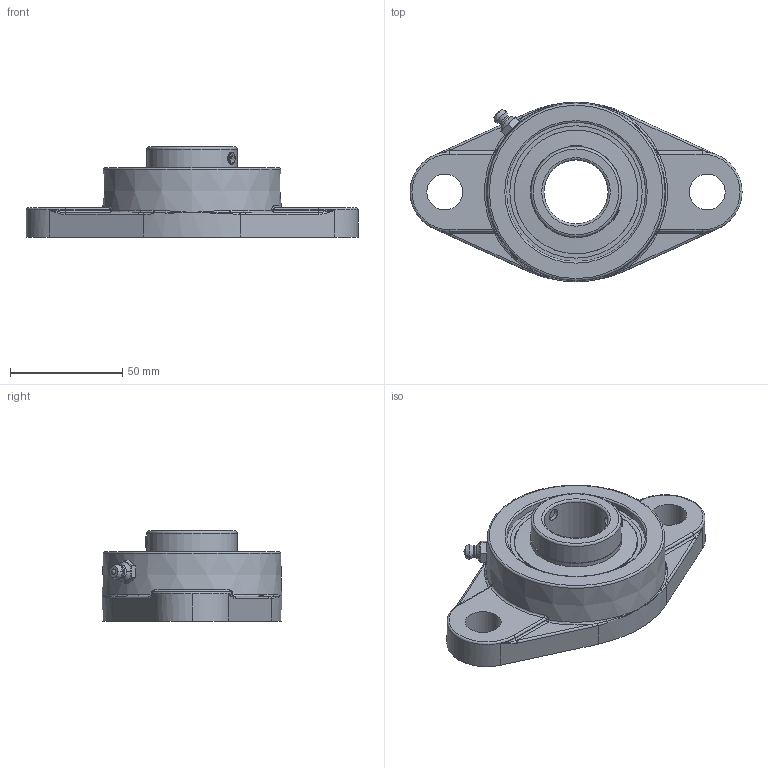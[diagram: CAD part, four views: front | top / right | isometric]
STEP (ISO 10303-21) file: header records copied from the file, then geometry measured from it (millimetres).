
FILE_DESCRIPTION(('HOOPS Exchange Step'),'2;1');
FILE_NAME('export-CD97240C-A605-43E9-A72D-AC5252EC0BC8.stp','2019-12-13T08:21:50-08:00',('ibuslach'),('Alibre'),'HOOPS Exchange 2019.2','Alibre','Unknown authorisation');
FILE_SCHEMA( ('AP242_MANAGED_MODEL_BASED_3D_ENGINEERING_MIM_LF {1 0 10303 442 1 1 4 }') );
Length unit declared in the file: centimetre
Products named in the file (7): MRN SFL 206 (NO LETTERING); UCP ZERK 6mm; SUC 206-18 RACES; SUC 206 SHIELD; SUC 206 SS; MRN SUC 206-18; MRN SUCFL 206-18
Assembly tree (8 placements, depth 3):
  MRN SUCFL 206-18
    MRN SFL 206 (NO LETTERING)
    UCP ZERK 6mm
    MRN SUC 206-18
      SUC 206-18 RACES
      SUC 206 SHIELD  x2
      SUC 206 SS  x2
Bounding box: 148 x 80 x 40.2 mm (x, y, z)
Volume: 129623.6 mm3; surface area: 49687 mm2
Topology: 8 solids, 8 shells, 216 faces, 558 edges, 348 vertices
Faces by surface type: cylinder 64, plane 60, bspline 42, torus 24, cone 17, sphere 9
Full cylindrical faces by diameter (mm): 2.005 x2, 5.359 x12, 5.994 x1, 6 x1, 16 x2, 28.575 x1, 40.259 x1, 40.284 x2, 40.792 x2, 55.093 x1, 55.118 x2, 62.017 x1, 63.21 x1
Entity records: 15049 total; most frequent: CARTESIAN_POINT 10457, ORIENTED_EDGE 954, DIRECTION 890, EDGE_CURVE 477, AXIS2_PLACEMENT_3D 378, VERTEX_POINT 302, EDGE_LOOP 215, FACE_BOUND 215
